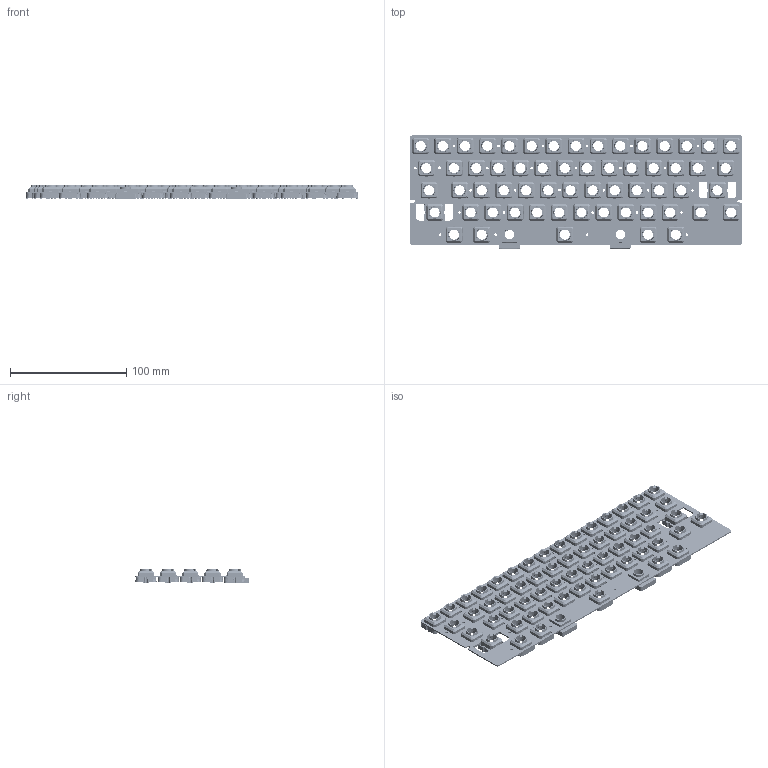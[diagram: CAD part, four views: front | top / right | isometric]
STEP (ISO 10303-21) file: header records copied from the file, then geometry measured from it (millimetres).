
FILE_DESCRIPTION(('KiCad electronic assembly'),'2;1');
FILE_NAME('EC60_HHKB_Plate.step','2022-08-24T14:40:59',('Pcbnew'),( 'Kicad'),'Open CASCADE STEP processor 7.6','KiCad to STEP converter' ,'Unknown');
FILE_SCHEMA(('AUTOMOTIVE_DESIGN { 1 0 10303 214 1 1 1 1 }'));
Length unit declared in the file: millimetre
Products named in the file (6): EC60_HHKB_Plate 1; Topre_Housing; SOLID; stab_housing; HHKB_Plate PCB
Assembly tree (65 placements, depth 3):
  EC60_HHKB_Plate 1
    Topre_Housing  x60
      SOLID
    stab_housing  x2
      SOLID
    HHKB_Plate PCB
Bounding box: 285.2 x 97.45 x 12.05 mm (x, y, z)
Volume: 63512.2 mm3; surface area: 138528.3 mm2
Topology: 63 solids, 63 shells, 14428 faces, 38040 edges, 23264 vertices
Faces by surface type: bspline 13878, plane 513, cylinder 37
Full cylindrical faces by diameter (mm): 2.2 x29
Entity records: 60932 total; most frequent: CARTESIAN_POINT 17789, DIRECTION 6164, ORIENTED_EDGE 4810, PCURVE 4810, DEFINITIONAL_REPRESENTATION 4810, LINE 4784, VECTOR 4784, EDGE_CURVE 2405
